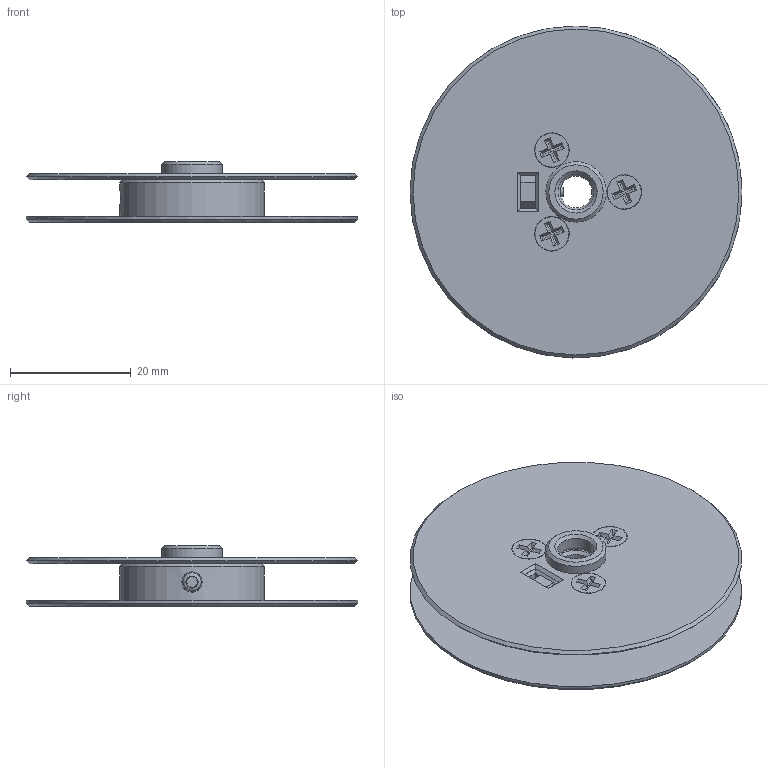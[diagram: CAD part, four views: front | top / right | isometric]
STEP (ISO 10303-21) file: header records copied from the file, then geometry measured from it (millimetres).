
FILE_DESCRIPTION(/* description */ ('Alibre Inc.'),/* implementation_level */ '2;1');
FILE_NAME(/* name */ 'export0',/* time_stamp */ '2015-07-11T14:26:17+12:00',/* author */ (''),/* organization */ (''),/* preprocessor_version */ 'ST-DEVELOPER v14',/* originating_system */ 'Alibre',/* authorisation */ '');
FILE_SCHEMA (('CONFIG_CONTROL_DESIGN'));
Length unit declared in the file: centimetre
Products named in the file (6): ID_1; ID_2; ID_3; ID_4
Bounding box: 55 x 55 x 10 mm (x, y, z)
Volume: 7144.4 mm3; surface area: 11426.4 mm2
Topology: 10 solids, 10 shells, 204 faces, 479 edges, 309 vertices
Faces by surface type: plane 156, cylinder 23, cone 19, bspline 5, torus 1
Full cylindrical faces by diameter (mm): 1.6 x1, 3 x8, 3.35 x2, 3.5 x3, 5.3 x1, 6 x1, 10 x1, 24 x1
Entity records: 5425 total; most frequent: CARTESIAN_POINT 1627, ORIENTED_EDGE 600, DIRECTION 537, EDGE_CURVE 300, VECTOR 218, LINE 218, AXIS2_PLACEMENT_3D 211, VERTEX_POINT 209
